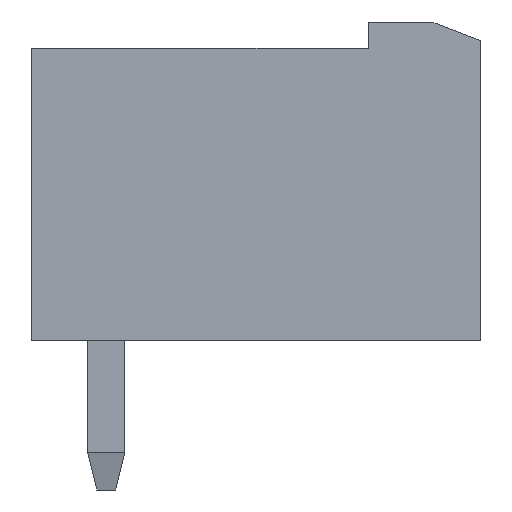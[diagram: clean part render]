
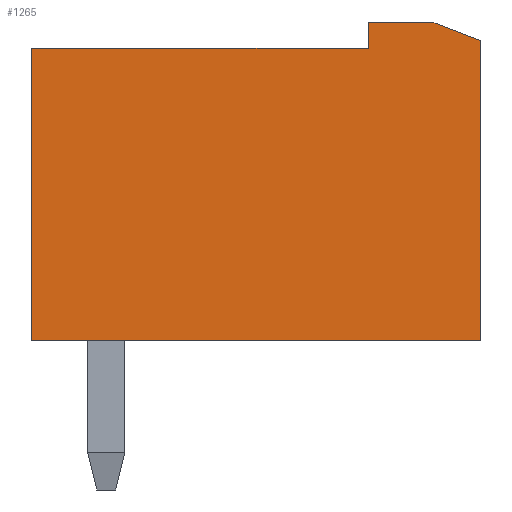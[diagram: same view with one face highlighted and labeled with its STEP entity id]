
A CAD part, left-side view. The second image highlights one B-rep face of the part: STEP entity #1265.
In plain terms, the highlighted planar face has unit normal (-1, 0, 0).
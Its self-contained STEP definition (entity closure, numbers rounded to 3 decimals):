
#1265 = ADVANCED_FACE('',(#1266),#1324,.T.);
#1266 = FACE_BOUND('',#1267,.T.);
#1267 = EDGE_LOOP('',(#1268,#1278,#1286,#1294,#1302,#1310,#1318));
#1268 = ORIENTED_EDGE('',*,*,#1269,.F.);
#1269 = EDGE_CURVE('',#1270,#1272,#1274,.T.);
#1270 = VERTEX_POINT('',#1271);
#1271 = CARTESIAN_POINT('',(-5.7,-9.95,8.));
#1272 = VERTEX_POINT('',#1273);
#1273 = CARTESIAN_POINT('',(-5.7,-9.95,0.));
#1274 = LINE('',#1275,#1276);
#1275 = CARTESIAN_POINT('',(-5.7,-9.95,8.));
#1276 = VECTOR('',#1277,1.);
#1277 = DIRECTION('',(0.,0.,-1.));
#1278 = ORIENTED_EDGE('',*,*,#1279,.T.);
#1279 = EDGE_CURVE('',#1270,#1280,#1282,.T.);
#1280 = VERTEX_POINT('',#1281);
#1281 = CARTESIAN_POINT('',(-5.7,-8.65,8.5));
#1282 = LINE('',#1283,#1284);
#1283 = CARTESIAN_POINT('',(-5.7,-9.95,8.));
#1284 = VECTOR('',#1285,1.);
#1285 = DIRECTION('',(0.,0.933,0.359)
  );
#1286 = ORIENTED_EDGE('',*,*,#1287,.F.);
#1287 = EDGE_CURVE('',#1288,#1280,#1290,.T.);
#1288 = VERTEX_POINT('',#1289);
#1289 = CARTESIAN_POINT('',(-5.7,-6.95,8.5));
#1290 = LINE('',#1291,#1292);
#1291 = CARTESIAN_POINT('',(-5.7,-6.95,8.5));
#1292 = VECTOR('',#1293,1.);
#1293 = DIRECTION('',(0.,-1.,0.));
#1294 = ORIENTED_EDGE('',*,*,#1295,.T.);
#1295 = EDGE_CURVE('',#1288,#1296,#1298,.T.);
#1296 = VERTEX_POINT('',#1297);
#1297 = CARTESIAN_POINT('',(-5.7,-6.95,7.8));
#1298 = LINE('',#1299,#1300);
#1299 = CARTESIAN_POINT('',(-5.7,-6.95,8.5));
#1300 = VECTOR('',#1301,1.);
#1301 = DIRECTION('',(0.,0.,-1.));
#1302 = ORIENTED_EDGE('',*,*,#1303,.T.);
#1303 = EDGE_CURVE('',#1296,#1304,#1306,.T.);
#1304 = VERTEX_POINT('',#1305);
#1305 = CARTESIAN_POINT('',(-5.7,2.05,7.8));
#1306 = LINE('',#1307,#1308);
#1307 = CARTESIAN_POINT('',(-5.7,-6.95,7.8));
#1308 = VECTOR('',#1309,1.);
#1309 = DIRECTION('',(0.,1.,0.));
#1310 = ORIENTED_EDGE('',*,*,#1311,.F.);
#1311 = EDGE_CURVE('',#1312,#1304,#1314,.T.);
#1312 = VERTEX_POINT('',#1313);
#1313 = CARTESIAN_POINT('',(-5.7,2.05,0.));
#1314 = LINE('',#1315,#1316);
#1315 = CARTESIAN_POINT('',(-5.7,2.05,0.));
#1316 = VECTOR('',#1317,1.);
#1317 = DIRECTION('',(0.,0.,1.));
#1318 = ORIENTED_EDGE('',*,*,#1319,.F.);
#1319 = EDGE_CURVE('',#1272,#1312,#1320,.T.);
#1320 = LINE('',#1321,#1322);
#1321 = CARTESIAN_POINT('',(-5.7,-9.95,0.));
#1322 = VECTOR('',#1323,1.);
#1323 = DIRECTION('',(0.,1.,0.));
#1324 = PLANE('',#1325);
#1325 = AXIS2_PLACEMENT_3D('',#1326,#1327,#1328);
#1326 = CARTESIAN_POINT('',(-5.7,4.339,-6.15));
#1327 = DIRECTION('',(-1.,0.,0.));
#1328 = DIRECTION('',(0.,-1.,0.));
